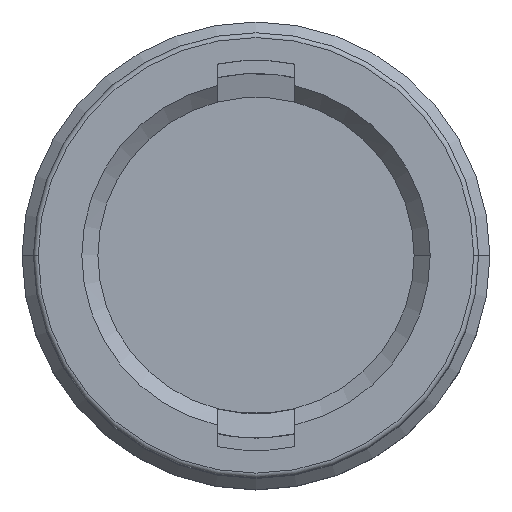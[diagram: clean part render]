
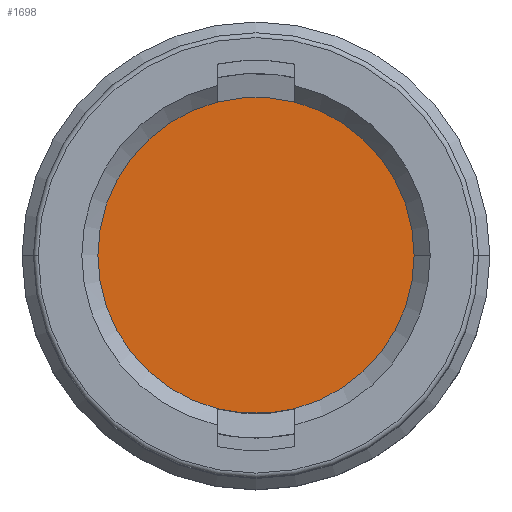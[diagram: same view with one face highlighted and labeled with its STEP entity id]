
A CAD part, top view. The second image highlights one B-rep face of the part: STEP entity #1698.
In plain terms, the highlighted planar face has unit normal (0, 0, 1).
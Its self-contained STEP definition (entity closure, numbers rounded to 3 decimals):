
#5 = DIRECTION ( 'NONE',  ( 1., 0., 0. ) ) ;
#24 = ORIENTED_EDGE ( 'NONE', *, *, #1437, .T. ) ;
#86 = CIRCLE ( 'NONE', #1122, 4.9 ) ;
#108 = CARTESIAN_POINT ( 'NONE',  ( 0., 4.9, -0.5 ) ) ;
#118 = DIRECTION ( 'NONE',  ( 1., 0., 0. ) ) ;
#128 = FACE_OUTER_BOUND ( 'NONE', #1106, .T. ) ;
#161 = DIRECTION ( 'NONE',  ( 1., 0., 0. ) ) ;
#238 = PLANE ( 'NONE',  #838 ) ;
#243 = CARTESIAN_POINT ( 'NONE',  ( -1.2, -4.751, -0.5 ) ) ;
#266 = CIRCLE ( 'NONE', #1596, 4.9 ) ;
#302 = ORIENTED_EDGE ( 'NONE', *, *, #1741, .T. ) ;
#370 = DIRECTION ( 'NONE',  ( 0., 0., -1. ) ) ;
#492 = CIRCLE ( 'NONE', #1283, 4.9 ) ;
#569 = VERTEX_POINT ( 'NONE', #243 ) ;
#652 = DIRECTION ( 'NONE',  ( 0., 0., 1. ) ) ;
#663 = CARTESIAN_POINT ( 'NONE',  ( 0., 0., -0.5 ) ) ;
#809 = DIRECTION ( 'NONE',  ( 1., 0., 0. ) ) ;
#820 = DIRECTION ( 'NONE',  ( 0., 0., 1. ) ) ;
#838 = AXIS2_PLACEMENT_3D ( 'NONE', #108, #370, #1353 ) ;
#928 = AXIS2_PLACEMENT_3D ( 'NONE', #1815, #950, #118 ) ;
#942 = CARTESIAN_POINT ( 'NONE',  ( 1.2, -4.751, -0.5 ) ) ;
#950 = DIRECTION ( 'NONE',  ( 0., 0., 1. ) ) ;
#1039 = ORIENTED_EDGE ( 'NONE', *, *, #1054, .T. ) ;
#1054 = EDGE_CURVE ( 'NONE', #569, #1706, #492, .T. ) ;
#1106 = EDGE_LOOP ( 'NONE', ( #302, #24, #1039, #1483, #1149 ) ) ;
#1122 = AXIS2_PLACEMENT_3D ( 'NONE', #663, #1675, #809 ) ;
#1147 = EDGE_CURVE ( 'NONE', #1683, #1423, #1493, .T. ) ;
#1149 = ORIENTED_EDGE ( 'NONE', *, *, #1147, .T. ) ;
#1184 = CIRCLE ( 'NONE', #928, 4.9 ) ;
#1205 = CARTESIAN_POINT ( 'NONE',  ( 1.2, 4.751, -0.5 ) ) ;
#1283 = AXIS2_PLACEMENT_3D ( 'NONE', #1448, #1572, #161 ) ;
#1346 = CARTESIAN_POINT ( 'NONE',  ( 4.9, 0., -0.5 ) ) ;
#1353 = DIRECTION ( 'NONE',  ( -1., 0., 0. ) ) ;
#1369 = CARTESIAN_POINT ( 'NONE',  ( 0., 0., -0.5 ) ) ;
#1399 = VERTEX_POINT ( 'NONE', #1780 ) ;
#1423 = VERTEX_POINT ( 'NONE', #1205 ) ;
#1437 = EDGE_CURVE ( 'NONE', #1399, #569, #266, .T. ) ;
#1448 = CARTESIAN_POINT ( 'NONE',  ( 0., 0., -0.5 ) ) ;
#1483 = ORIENTED_EDGE ( 'NONE', *, *, #1722, .T. ) ;
#1493 = CIRCLE ( 'NONE', #1793, 4.9 ) ;
#1505 = CARTESIAN_POINT ( 'NONE',  ( 0., 0., -0.5 ) ) ;
#1572 = DIRECTION ( 'NONE',  ( 0., 0., 1. ) ) ;
#1596 = AXIS2_PLACEMENT_3D ( 'NONE', #1505, #652, #1660 ) ;
#1660 = DIRECTION ( 'NONE',  ( 1., 0., 0. ) ) ;
#1675 = DIRECTION ( 'NONE',  ( 0., 0., 1. ) ) ;
#1683 = VERTEX_POINT ( 'NONE', #1346 ) ;
#1698 = ADVANCED_FACE ( 'NONE', ( #128 ), #238, .F. ) ;
#1706 = VERTEX_POINT ( 'NONE', #942 ) ;
#1722 = EDGE_CURVE ( 'NONE', #1706, #1683, #1184, .T. ) ;
#1741 = EDGE_CURVE ( 'NONE', #1423, #1399, #86, .T. ) ;
#1780 = CARTESIAN_POINT ( 'NONE',  ( -1.2, 4.751, -0.5 ) ) ;
#1793 = AXIS2_PLACEMENT_3D ( 'NONE', #1369, #820, #5 ) ;
#1815 = CARTESIAN_POINT ( 'NONE',  ( 0., 0., -0.5 ) ) ;
